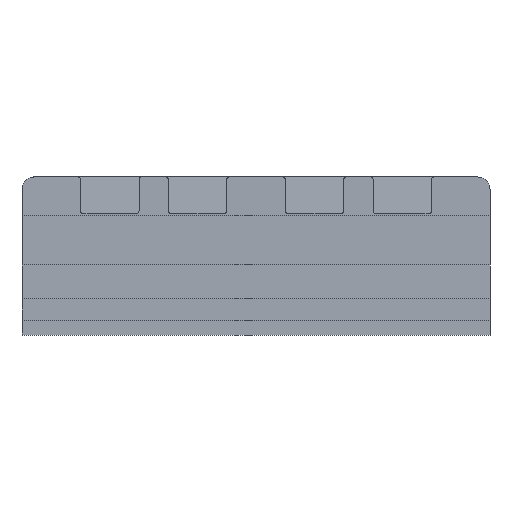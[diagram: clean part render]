
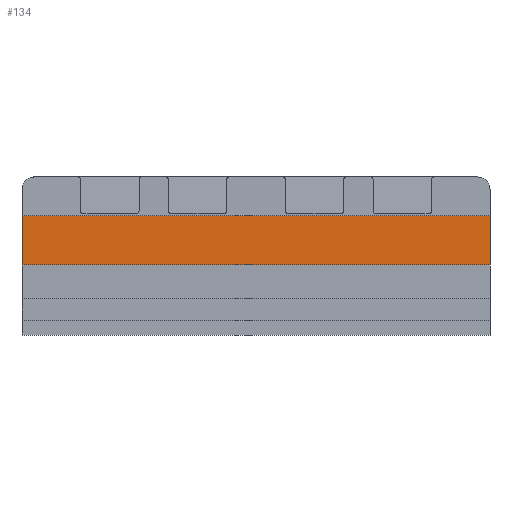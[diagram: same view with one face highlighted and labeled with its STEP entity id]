
A CAD part, top view. The second image highlights one B-rep face of the part: STEP entity #134.
In plain terms, the highlighted planar face has unit normal (0, 0, 1).
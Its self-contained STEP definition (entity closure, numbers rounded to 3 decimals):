
#27 = FACE_OUTER_BOUND ( 'NONE', #512, .T. ) ;
#61 = LINE ( 'NONE', #821, #941 ) ;
#67 = EDGE_CURVE ( 'NONE', #163, #1128, #1131, .T. ) ;
#132 = CARTESIAN_POINT ( 'NONE',  ( -149.225, 4.024, -5.396 ) ) ;
#134 = ADVANCED_FACE ( 'NONE', ( #27 ), #1393, .T. ) ;
#140 = CARTESIAN_POINT ( 'NONE',  ( 155.575, -27.976, -5.396 ) ) ;
#142 = VERTEX_POINT ( 'NONE', #132 ) ;
#163 = VERTEX_POINT ( 'NONE', #140 ) ;
#311 = EDGE_CURVE ( 'NONE', #1128, #142, #61, .T. ) ;
#397 = DIRECTION ( 'NONE',  ( 0., 0., 1. ) ) ;
#403 = DIRECTION ( 'NONE',  ( -1., 0., 0. ) ) ;
#512 = EDGE_LOOP ( 'NONE', ( #772, #873, #1205, #1481 ) ) ;
#558 = DIRECTION ( 'NONE',  ( 0., 1., 0. ) ) ;
#772 = ORIENTED_EDGE ( 'NONE', *, *, #67, .F. ) ;
#775 = CARTESIAN_POINT ( 'NONE',  ( 258.988, -27.976, -5.396 ) ) ;
#777 = VECTOR ( 'NONE', #558, 1000. ) ;
#821 = CARTESIAN_POINT ( 'NONE',  ( -149.225, -27.976, -5.396 ) ) ;
#857 = CARTESIAN_POINT ( 'NONE',  ( 155.575, 4.024, -5.396 ) ) ;
#873 = ORIENTED_EDGE ( 'NONE', *, *, #981, .T. ) ;
#896 = DIRECTION ( 'NONE',  ( 0., -1., 0. ) ) ;
#941 = VECTOR ( 'NONE', #1324, 1000. ) ;
#981 = EDGE_CURVE ( 'NONE', #163, #1160, #1196, .T. ) ;
#1029 = CARTESIAN_POINT ( 'NONE',  ( 258.988, 4.024, -5.396 ) ) ;
#1128 = VERTEX_POINT ( 'NONE', #1239 ) ;
#1131 = LINE ( 'NONE', #1504, #1490 ) ;
#1132 = LINE ( 'NONE', #1029, #1181 ) ;
#1139 = DIRECTION ( 'NONE',  ( -1., 0., 0. ) ) ;
#1160 = VERTEX_POINT ( 'NONE', #857 ) ;
#1181 = VECTOR ( 'NONE', #1139, 1000. ) ;
#1196 = LINE ( 'NONE', #1335, #777 ) ;
#1205 = ORIENTED_EDGE ( 'NONE', *, *, #1241, .T. ) ;
#1239 = CARTESIAN_POINT ( 'NONE',  ( -149.225, -27.976, -5.396 ) ) ;
#1241 = EDGE_CURVE ( 'NONE', #1160, #142, #1132, .T. ) ;
#1324 = DIRECTION ( 'NONE',  ( 0., 1., 0. ) ) ;
#1335 = CARTESIAN_POINT ( 'NONE',  ( 155.575, -27.976, -5.396 ) ) ;
#1340 = AXIS2_PLACEMENT_3D ( 'NONE', #775, #397, #896 ) ;
#1393 = PLANE ( 'NONE',  #1340 ) ;
#1481 = ORIENTED_EDGE ( 'NONE', *, *, #311, .F. ) ;
#1490 = VECTOR ( 'NONE', #403, 1000. ) ;
#1504 = CARTESIAN_POINT ( 'NONE',  ( 258.988, -27.976, -5.396 ) ) ;
